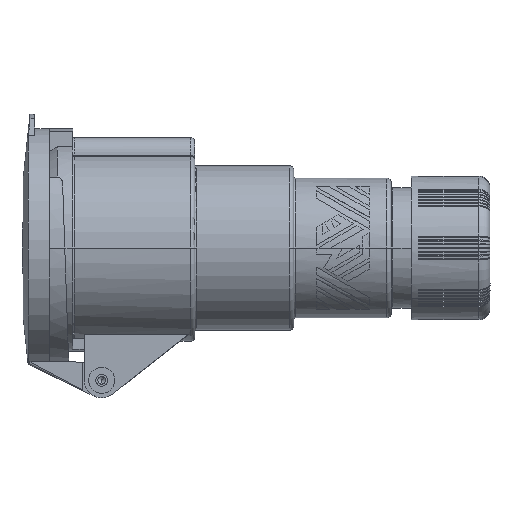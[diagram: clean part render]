
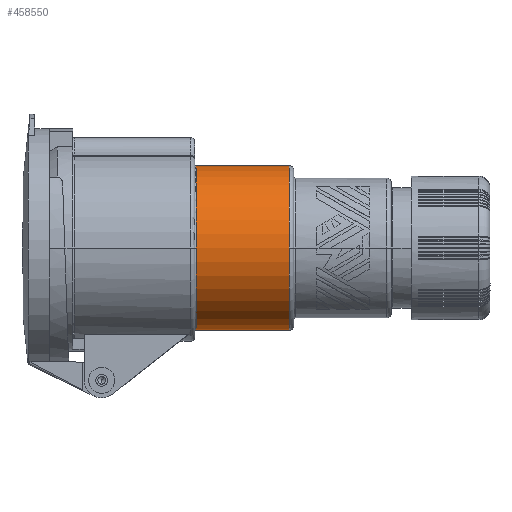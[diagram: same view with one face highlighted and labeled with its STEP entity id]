
A CAD part, left-side view. The second image highlights one B-rep face of the part: STEP entity #458550.
In plain terms, the highlighted cylindrical face has radius 28.25 mm (diameter 56.5 mm), a partial arc.
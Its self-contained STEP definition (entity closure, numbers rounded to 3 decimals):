
#52050=CARTESIAN_POINT('',(64.114,-205.822,
-124.245));
#52060=DIRECTION('',(0.,-1.,0.));
#52070=DIRECTION('',(0.,0.,-1.));
#52080=AXIS2_PLACEMENT_3D('',#52050,#52060,#52070);
#52090=CYLINDRICAL_SURFACE('',#52080,28.25);
#385930=CARTESIAN_POINT('',(64.114,-224.072,
-124.245));
#385940=DIRECTION('',(0.,-1.,0.));
#385950=DIRECTION('',(-1.,0.,0.));
#385960=AXIS2_PLACEMENT_3D('',#385930,#385940,#385950);
#385970=CIRCLE('',#385960,28.25);
#386020=CARTESIAN_POINT('',(64.114,-224.072,
-95.995));
#386030=VERTEX_POINT('',#386020);
#386060=CARTESIAN_POINT('',(92.364,-224.072,
-124.245));
#386070=VERTEX_POINT('',#386060);
#386080=EDGE_CURVE('',#386070,#386030,#385970,.T.);
#398570=CARTESIAN_POINT('',(64.114,-192.072,
-124.245));
#398580=DIRECTION('',(0.,-1.,0.));
#398590=DIRECTION('',(-1.,0.,0.));
#398600=AXIS2_PLACEMENT_3D('',#398570,#398580,#398590);
#398610=CIRCLE('',#398600,28.25);
#398620=CARTESIAN_POINT('',(64.114,-192.072,
-152.495));
#398630=VERTEX_POINT('',#398620);
#398660=CARTESIAN_POINT('',(92.364,-192.072,
-124.245));
#398670=VERTEX_POINT('',#398660);
#398680=EDGE_CURVE('',#398630,#398670,#398610,.T.);
#405820=CARTESIAN_POINT('',(64.114,-224.072,
-152.495));
#405830=VERTEX_POINT('',#405820);
#405860=CARTESIAN_POINT('',(64.114,-205.822,
-152.495));
#405870=DIRECTION('',(0.,-1.,0.));
#405880=VECTOR('',#405870,1.);
#405890=LINE('',#405860,#405880);
#405900=EDGE_CURVE('',#398630,#405830,#405890,.T.);
#405930=CARTESIAN_POINT('',(64.114,-192.072,
-95.995));
#405940=VERTEX_POINT('',#405930);
#405970=CARTESIAN_POINT('',(64.114,-205.822,
-95.995));
#405980=DIRECTION('',(0.,-1.,0.));
#405990=VECTOR('',#405980,1.);
#406000=LINE('',#405970,#405990);
#406010=EDGE_CURVE('',#405940,#386030,#406000,.T.);
#458450=EDGE_CURVE('',#405830,#386070,#385970,.T.);
#458460=ORIENTED_EDGE('',*,*,#458450,.F.);
#458470=ORIENTED_EDGE('',*,*,#386080,.F.);
#458480=ORIENTED_EDGE('',*,*,#406010,.T.);
#458490=EDGE_CURVE('',#398670,#405940,#398610,.T.);
#458500=ORIENTED_EDGE('',*,*,#458490,.T.);
#458510=ORIENTED_EDGE('',*,*,#398680,.T.);
#458520=ORIENTED_EDGE('',*,*,#405900,.F.);
#458530=EDGE_LOOP('',(#458520,#458510,#458500,#458480,#458470,#458460));
#458540=FACE_OUTER_BOUND('',#458530,.T.);
#458550=ADVANCED_FACE('',(#458540),#52090,.T.);
